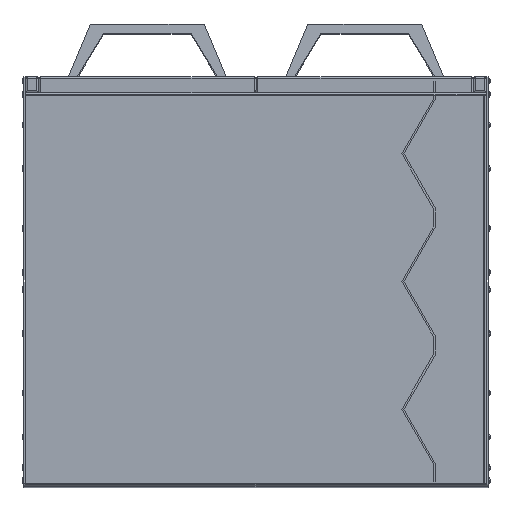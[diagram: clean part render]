
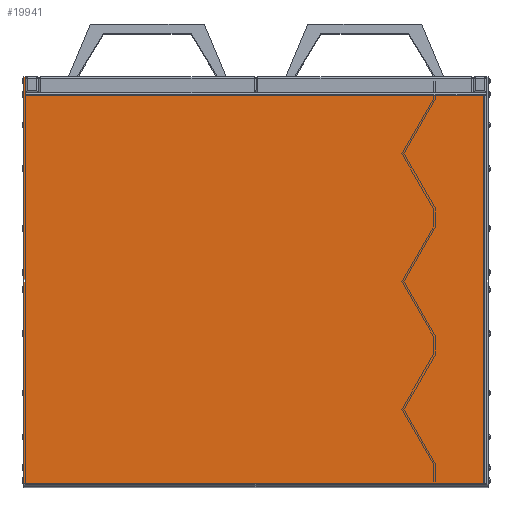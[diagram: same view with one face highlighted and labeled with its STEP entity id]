
A CAD part, top view. The second image highlights one B-rep face of the part: STEP entity #19941.
In plain terms, the highlighted planar face has unit normal (0, 0, 1).
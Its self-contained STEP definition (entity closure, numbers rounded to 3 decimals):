
#8865 = CARTESIAN_POINT ( 'NONE',  ( -263., 446., 483.5 ) ) ;
#8866 = DIRECTION ( 'NONE',  ( 0., -1., 0. ) ) ;
#8867 = VECTOR ( 'NONE', #8866, 1000. ) ;
#8868 = CARTESIAN_POINT ( 'NONE',  ( -263., 3., 483.5 ) ) ;
#8869 = LINE ( 'NONE', #8868, #8867 ) ;
#8870 = CARTESIAN_POINT ( 'NONE',  ( -263., 467., 483.5 ) ) ;
#9428 = CARTESIAN_POINT ( 'NONE',  ( -265., 467., 483.5 ) ) ;
#9429 = DIRECTION ( 'NONE',  ( 0., -1., 0. ) ) ;
#9430 = VECTOR ( 'NONE', #9429, 1000. ) ;
#9431 = CARTESIAN_POINT ( 'NONE',  ( -265., 3., 483.5 ) ) ;
#9432 = LINE ( 'NONE', #9431, #9430 ) ;
#9433 = CARTESIAN_POINT ( 'NONE',  ( -265., 236.5, 483.5 ) ) ;
#9481 = CARTESIAN_POINT ( 'NONE',  ( -265., 233.5, 483.5 ) ) ;
#9482 = DIRECTION ( 'NONE',  ( 0., -1., 0. ) ) ;
#9483 = VECTOR ( 'NONE', #9482, 1000. ) ;
#9484 = CARTESIAN_POINT ( 'NONE',  ( -265., 3., 483.5 ) ) ;
#9485 = LINE ( 'NONE', #9484, #9483 ) ;
#9719 = CARTESIAN_POINT ( 'NONE',  ( -1338.861, 467., 483.5 ) ) ;
#9720 = LINE ( 'NONE', #9719, #9780 ) ;
#9721 = DIRECTION ( 'NONE',  ( -1., 0., 0. ) ) ;
#9722 = VECTOR ( 'NONE', #9721, 1000. ) ;
#9723 = CARTESIAN_POINT ( 'NONE',  ( 265., 446., 483.5 ) ) ;
#9724 = LINE ( 'NONE', #9723, #9722 ) ;
#9725 = CARTESIAN_POINT ( 'NONE',  ( 260., 446., 483.5 ) ) ;
#9726 = DIRECTION ( 'NONE',  ( 0., 1., 0. ) ) ;
#9727 = VECTOR ( 'NONE', #9726, 1000. ) ;
#9728 = CARTESIAN_POINT ( 'NONE',  ( 260., 3., 483.5 ) ) ;
#9729 = LINE ( 'NONE', #9728, #9727 ) ;
#9749 = DIRECTION ( 'NONE',  ( -1., 0., 0. ) ) ;
#9750 = VECTOR ( 'NONE', #9749, 1000. ) ;
#9751 = CARTESIAN_POINT ( 'NONE',  ( -237.821, 233.5, 483.5 ) ) ;
#9752 = LINE ( 'NONE', #9751, #9750 ) ;
#9753 = CARTESIAN_POINT ( 'NONE',  ( -263.5, 236.5, 483.5 ) ) ;
#9754 = CARTESIAN_POINT ( 'NONE',  ( -263.5, 233.5, 483.5 ) ) ;
#9755 = DIRECTION ( 'NONE',  ( 0., 1., 0. ) ) ;
#9756 = VECTOR ( 'NONE', #9755, 1000. ) ;
#9757 = CARTESIAN_POINT ( 'NONE',  ( -263.5, 236.5, 483.5 ) ) ;
#9758 = DIRECTION ( 'NONE',  ( 0., 1., 0. ) ) ;
#9759 = DIRECTION ( 'NONE',  ( 0., 0., -1. ) ) ;
#9760 = CARTESIAN_POINT ( 'NONE',  ( -1338.861, 3., 483.5 ) ) ;
#9761 = AXIS2_PLACEMENT_3D ( 'NONE', #9760, #9759, #9758 ) ;
#9762 = PLANE ( 'NONE',  #9761 ) ;
#9763 = LINE ( 'NONE', #9757, #9756 ) ;
#9764 = FACE_OUTER_BOUND ( 'NONE', #19942, .T. ) ;
#9775 = DIRECTION ( 'NONE',  ( -1., 0., 0. ) ) ;
#9776 = VECTOR ( 'NONE', #9775, 1000. ) ;
#9777 = CARTESIAN_POINT ( 'NONE',  ( -237.821, 236.5, 483.5 ) ) ;
#9778 = LINE ( 'NONE', #9777, #9776 ) ;
#9779 = DIRECTION ( 'NONE',  ( 1., 0., 0. ) ) ;
#9780 = VECTOR ( 'NONE', #9779, 1000. ) ;
#14241 = VERTEX_POINT ( 'NONE', #26014 ) ;
#14243 = EDGE_CURVE ( 'NONE', #14244, #14241, #26013, .T. ) ;
#14244 = VERTEX_POINT ( 'NONE', #26009 ) ;
#19443 = VERTEX_POINT ( 'NONE', #8870 ) ;
#19445 = EDGE_CURVE ( 'NONE', #19443, #19446, #8869, .T. ) ;
#19446 = VERTEX_POINT ( 'NONE', #8865 ) ;
#19725 = VERTEX_POINT ( 'NONE', #9433 ) ;
#19727 = EDGE_CURVE ( 'NONE', #19728, #19725, #9432, .T. ) ;
#19728 = VERTEX_POINT ( 'NONE', #9428 ) ;
#19739 = EDGE_CURVE ( 'NONE', #19740, #14244, #9485, .T. ) ;
#19740 = VERTEX_POINT ( 'NONE', #9481 ) ;
#19926 = EDGE_CURVE ( 'NONE', #14241, #19927, #9729, .T. ) ;
#19927 = VERTEX_POINT ( 'NONE', #9725 ) ;
#19928 = ORIENTED_EDGE ( 'NONE', *, *, #19929, .T. ) ;
#19929 = EDGE_CURVE ( 'NONE', #19927, #19446, #9724, .T. ) ;
#19930 = ORIENTED_EDGE ( 'NONE', *, *, #19445, .F. ) ;
#19931 = ORIENTED_EDGE ( 'NONE', *, *, #19932, .F. ) ;
#19932 = EDGE_CURVE ( 'NONE', #19728, #19443, #9720, .T. ) ;
#19933 = ORIENTED_EDGE ( 'NONE', *, *, #19727, .T. ) ;
#19934 = ORIENTED_EDGE ( 'NONE', *, *, #19935, .F. ) ;
#19935 = EDGE_CURVE ( 'NONE', #19946, #19725, #9778, .T. ) ;
#19941 = ADVANCED_FACE ( 'NONE', ( #9764 ), #9762, .F. ) ;
#19942 = EDGE_LOOP ( 'NONE', ( #19943, #19947, #19949, #19950, #19951, #19928, #19930, #19931, #19933, #19934 ) ) ;
#19943 = ORIENTED_EDGE ( 'NONE', *, *, #19944, .F. ) ;
#19944 = EDGE_CURVE ( 'NONE', #19945, #19946, #9763, .T. ) ;
#19945 = VERTEX_POINT ( 'NONE', #9754 ) ;
#19946 = VERTEX_POINT ( 'NONE', #9753 ) ;
#19947 = ORIENTED_EDGE ( 'NONE', *, *, #19948, .T. ) ;
#19948 = EDGE_CURVE ( 'NONE', #19945, #19740, #9752, .T. ) ;
#19949 = ORIENTED_EDGE ( 'NONE', *, *, #19739, .T. ) ;
#19950 = ORIENTED_EDGE ( 'NONE', *, *, #14243, .T. ) ;
#19951 = ORIENTED_EDGE ( 'NONE', *, *, #19926, .T. ) ;
#26009 = CARTESIAN_POINT ( 'NONE',  ( -265., 3., 483.5 ) ) ;
#26010 = DIRECTION ( 'NONE',  ( 1., 0., 0. ) ) ;
#26011 = VECTOR ( 'NONE', #26010, 1000. ) ;
#26012 = CARTESIAN_POINT ( 'NONE',  ( -1338.861, 3., 483.5 ) ) ;
#26013 = LINE ( 'NONE', #26012, #26011 ) ;
#26014 = CARTESIAN_POINT ( 'NONE',  ( 260., 3., 483.5 ) ) ;
